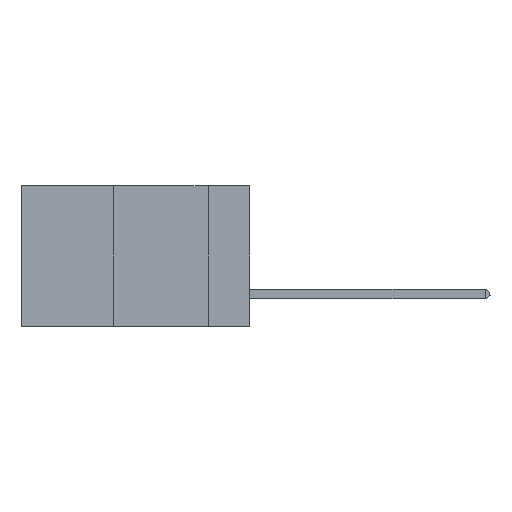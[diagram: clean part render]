
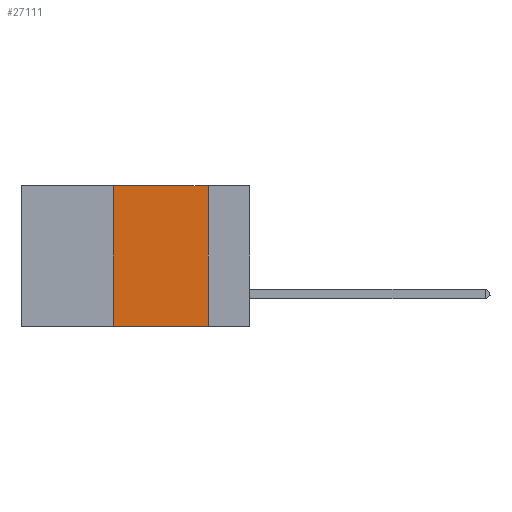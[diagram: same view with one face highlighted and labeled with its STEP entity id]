
A CAD part, left-side view. The second image highlights one B-rep face of the part: STEP entity #27111.
In plain terms, the highlighted planar face has unit normal (-1, 0, 0).
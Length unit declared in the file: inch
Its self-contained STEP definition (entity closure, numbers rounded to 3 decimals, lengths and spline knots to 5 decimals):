
#447 = FACE_OUTER_BOUND ( 'NONE', #21944, .T. ) ;
#519 = CARTESIAN_POINT ( 'NONE',  ( 0., 0.11, -0.37 ) ) ;
#1484 = VECTOR ( 'NONE', #20060, 39.37008 ) ;
#3428 = VERTEX_POINT ( 'NONE', #519 ) ;
#5859 = CARTESIAN_POINT ( 'NONE',  ( 0., 0.6, 0. ) ) ;
#8782 = ORIENTED_EDGE ( 'NONE', *, *, #30844, .F. ) ;
#8969 = CARTESIAN_POINT ( 'NONE',  ( 0., 0.6, 0. ) ) ;
#9685 = CARTESIAN_POINT ( 'NONE',  ( 0., 0.36, 0. ) ) ;
#11391 = VERTEX_POINT ( 'NONE', #30482 ) ;
#11592 = DIRECTION ( 'NONE',  ( 1., 0., 0. ) ) ;
#13436 = VERTEX_POINT ( 'NONE', #30952 ) ;
#15609 = VECTOR ( 'NONE', #35387, 39.37008 ) ;
#16258 = CARTESIAN_POINT ( 'NONE',  ( 0., 0.36, 0. ) ) ;
#16628 = PLANE ( 'NONE',  #28916 ) ;
#18581 = DIRECTION ( 'NONE',  ( 0., -1., 0. ) ) ;
#19028 = LINE ( 'NONE', #19579, #1484 ) ;
#19579 = CARTESIAN_POINT ( 'NONE',  ( 0., 0.11, 0. ) ) ;
#20060 = DIRECTION ( 'NONE',  ( 0., 0., -1. ) ) ;
#20491 = VECTOR ( 'NONE', #18581, 39.37008 ) ;
#20531 = CARTESIAN_POINT ( 'NONE',  ( 0., 0.6, -0.37 ) ) ;
#21944 = EDGE_LOOP ( 'NONE', ( #29519, #35286, #8782, #24177 ) ) ;
#24177 = ORIENTED_EDGE ( 'NONE', *, *, #34527, .T. ) ;
#25013 = DIRECTION ( 'NONE',  ( 0., 0., -1. ) ) ;
#27111 = ADVANCED_FACE ( 'NONE', ( #447 ), #16628, .F. ) ;
#27256 = EDGE_CURVE ( 'NONE', #29511, #13436, #34646, .T. ) ;
#27738 = LINE ( 'NONE', #20531, #20491 ) ;
#28105 = DIRECTION ( 'NONE',  ( 0., -1., 0. ) ) ;
#28916 = AXIS2_PLACEMENT_3D ( 'NONE', #5859, #11592, #25013 ) ;
#29511 = VERTEX_POINT ( 'NONE', #9685 ) ;
#29519 = ORIENTED_EDGE ( 'NONE', *, *, #29994, .F. ) ;
#29994 = EDGE_CURVE ( 'NONE', #13436, #3428, #19028, .T. ) ;
#30178 = LINE ( 'NONE', #16258, #15609 ) ;
#30482 = CARTESIAN_POINT ( 'NONE',  ( 0., 0.36, -0.37 ) ) ;
#30844 = EDGE_CURVE ( 'NONE', #11391, #29511, #30178, .T. ) ;
#30952 = CARTESIAN_POINT ( 'NONE',  ( 0., 0.11, 0. ) ) ;
#31722 = VECTOR ( 'NONE', #28105, 39.37008 ) ;
#34527 = EDGE_CURVE ( 'NONE', #11391, #3428, #27738, .T. ) ;
#34646 = LINE ( 'NONE', #8969, #31722 ) ;
#35286 = ORIENTED_EDGE ( 'NONE', *, *, #27256, .F. ) ;
#35387 = DIRECTION ( 'NONE',  ( 0., 0., 1. ) ) ;
